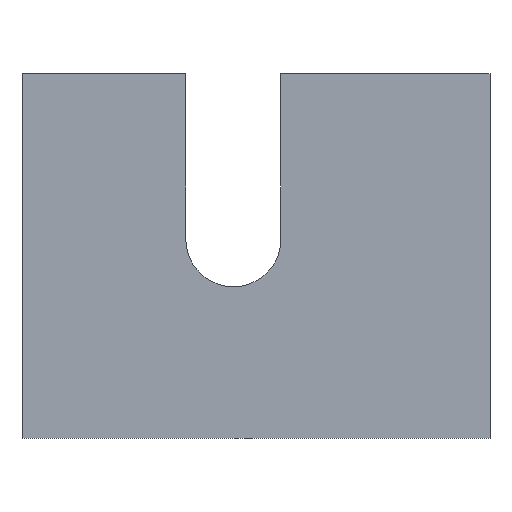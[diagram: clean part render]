
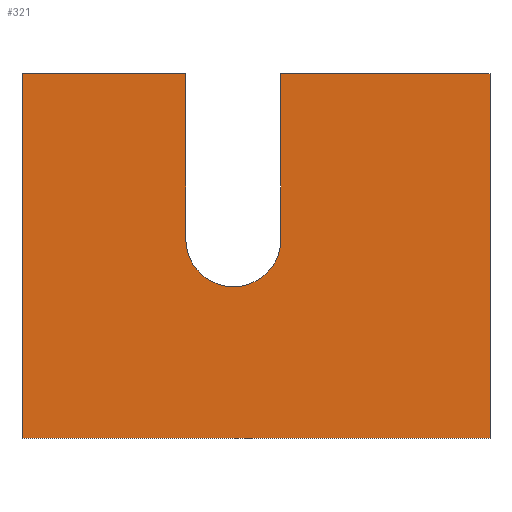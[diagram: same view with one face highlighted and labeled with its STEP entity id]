
A CAD part, left-side view. The second image highlights one B-rep face of the part: STEP entity #321.
In plain terms, the highlighted planar face has unit normal (-1, 0, 0).
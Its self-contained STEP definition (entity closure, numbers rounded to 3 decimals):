
#1 = AXIS2_PLACEMENT_3D ( 'NONE', #178, #148, #364 ) ;
#3 = ORIENTED_EDGE ( 'NONE', *, *, #204, .T. ) ;
#6 = CARTESIAN_POINT ( 'NONE',  ( -293.97, -71., 500. ) ) ;
#11 = CARTESIAN_POINT ( 'NONE',  ( -293.97, 255.5, 500. ) ) ;
#18 = LINE ( 'NONE', #115, #405 ) ;
#22 = VECTOR ( 'NONE', #246, 1000. ) ;
#24 = LINE ( 'NONE', #323, #96 ) ;
#34 = LINE ( 'NONE', #11, #184 ) ;
#38 = CIRCLE ( 'NONE', #324, 60. ) ;
#48 = DIRECTION ( 'NONE',  ( 0., -1., 0. ) ) ;
#56 = CARTESIAN_POINT ( 'NONE',  ( -293.97, 255.5, 40. ) ) ;
#60 = LINE ( 'NONE', #371, #170 ) ;
#63 = EDGE_CURVE ( 'NONE', #280, #286, #140, .T. ) ;
#89 = ORIENTED_EDGE ( 'NONE', *, *, #313, .F. ) ;
#90 = PLANE ( 'NONE',  #1 ) ;
#96 = VECTOR ( 'NONE', #48, 1000. ) ;
#104 = LINE ( 'NONE', #271, #22 ) ;
#111 = VECTOR ( 'NONE', #301, 1000. ) ;
#115 = CARTESIAN_POINT ( 'NONE',  ( -293.97, -334.5, 500. ) ) ;
#117 = ORIENTED_EDGE ( 'NONE', *, *, #334, .F. ) ;
#123 = VERTEX_POINT ( 'NONE', #387 ) ;
#129 = VERTEX_POINT ( 'NONE', #198 ) ;
#140 = LINE ( 'NONE', #6, #196 ) ;
#141 = DIRECTION ( 'NONE',  ( 0., 0., -1. ) ) ;
#145 = ORIENTED_EDGE ( 'NONE', *, *, #63, .T. ) ;
#148 = DIRECTION ( 'NONE',  ( 1., 0., 0. ) ) ;
#151 = ORIENTED_EDGE ( 'NONE', *, *, #236, .T. ) ;
#155 = ORIENTED_EDGE ( 'NONE', *, *, #390, .T. ) ;
#157 = AXIS2_PLACEMENT_3D ( 'NONE', #241, #205, #141 ) ;
#161 = CARTESIAN_POINT ( 'NONE',  ( -293.97, 255.5, 500. ) ) ;
#166 = VERTEX_POINT ( 'NONE', #199 ) ;
#170 = VECTOR ( 'NONE', #365, 1000. ) ;
#177 = ORIENTED_EDGE ( 'NONE', *, *, #275, .T. ) ;
#178 = CARTESIAN_POINT ( 'NONE',  ( -293.97, -334.5, 500. ) ) ;
#184 = VECTOR ( 'NONE', #231, 1000. ) ;
#189 = VERTEX_POINT ( 'NONE', #288 ) ;
#196 = VECTOR ( 'NONE', #377, 1000. ) ;
#198 = CARTESIAN_POINT ( 'NONE',  ( -293.97, -334.5, 500. ) ) ;
#199 = CARTESIAN_POINT ( 'NONE',  ( -293.97, 49., 291.171 ) ) ;
#204 = EDGE_CURVE ( 'NONE', #219, #298, #34, .T. ) ;
#205 = DIRECTION ( 'NONE',  ( 1., 0., 0. ) ) ;
#214 = VERTEX_POINT ( 'NONE', #386 ) ;
#217 = DIRECTION ( 'NONE',  ( 1., 0., 0. ) ) ;
#219 = VERTEX_POINT ( 'NONE', #161 ) ;
#224 = ORIENTED_EDGE ( 'NONE', *, *, #318, .T. ) ;
#226 = EDGE_CURVE ( 'NONE', #219, #189, #24, .T. ) ;
#231 = DIRECTION ( 'NONE',  ( 0., 0., -1. ) ) ;
#236 = EDGE_CURVE ( 'NONE', #286, #214, #336, .T. ) ;
#238 = CARTESIAN_POINT ( 'NONE',  ( -293.97, -71., 291.171 ) ) ;
#241 = CARTESIAN_POINT ( 'NONE',  ( -293.97, -11., 291.171 ) ) ;
#246 = DIRECTION ( 'NONE',  ( 0., -1., 0. ) ) ;
#254 = LINE ( 'NONE', #268, #111 ) ;
#260 = ORIENTED_EDGE ( 'NONE', *, *, #226, .F. ) ;
#267 = EDGE_LOOP ( 'NONE', ( #117, #145, #151, #224, #177, #260, #3, #155, #89 ) ) ;
#268 = CARTESIAN_POINT ( 'NONE',  ( -293.97, 49., 500. ) ) ;
#271 = CARTESIAN_POINT ( 'NONE',  ( -293.97, -334.5, 500. ) ) ;
#275 = EDGE_CURVE ( 'NONE', #166, #189, #254, .T. ) ;
#280 = VERTEX_POINT ( 'NONE', #392 ) ;
#286 = VERTEX_POINT ( 'NONE', #238 ) ;
#288 = CARTESIAN_POINT ( 'NONE',  ( -293.97, 49., 500. ) ) ;
#297 = FACE_OUTER_BOUND ( 'NONE', #267, .T. ) ;
#298 = VERTEX_POINT ( 'NONE', #56 ) ;
#301 = DIRECTION ( 'NONE',  ( 0., 0., 1. ) ) ;
#313 = EDGE_CURVE ( 'NONE', #129, #123, #18, .T. ) ;
#318 = EDGE_CURVE ( 'NONE', #214, #166, #38, .T. ) ;
#321 = ADVANCED_FACE ( 'NONE', ( #297 ), #90, .F. ) ;
#323 = CARTESIAN_POINT ( 'NONE',  ( -293.97, -334.5, 500. ) ) ;
#324 = AXIS2_PLACEMENT_3D ( 'NONE', #335, #217, #401 ) ;
#334 = EDGE_CURVE ( 'NONE', #280, #129, #104, .T. ) ;
#335 = CARTESIAN_POINT ( 'NONE',  ( -293.97, -11., 291.171 ) ) ;
#336 = CIRCLE ( 'NONE', #157, 60. ) ;
#364 = DIRECTION ( 'NONE',  ( 0., 0., -1. ) ) ;
#365 = DIRECTION ( 'NONE',  ( 0., -1., 0. ) ) ;
#371 = CARTESIAN_POINT ( 'NONE',  ( -293.97, 0., 40. ) ) ;
#377 = DIRECTION ( 'NONE',  ( 0., 0., -1. ) ) ;
#386 = CARTESIAN_POINT ( 'NONE',  ( -293.97, -11., 231.171 ) ) ;
#387 = CARTESIAN_POINT ( 'NONE',  ( -293.97, -334.5, 40. ) ) ;
#390 = EDGE_CURVE ( 'NONE', #298, #123, #60, .T. ) ;
#392 = CARTESIAN_POINT ( 'NONE',  ( -293.97, -71., 500. ) ) ;
#397 = DIRECTION ( 'NONE',  ( 0., 0., -1. ) ) ;
#401 = DIRECTION ( 'NONE',  ( 0., 0., -1. ) ) ;
#405 = VECTOR ( 'NONE', #397, 1000. ) ;
